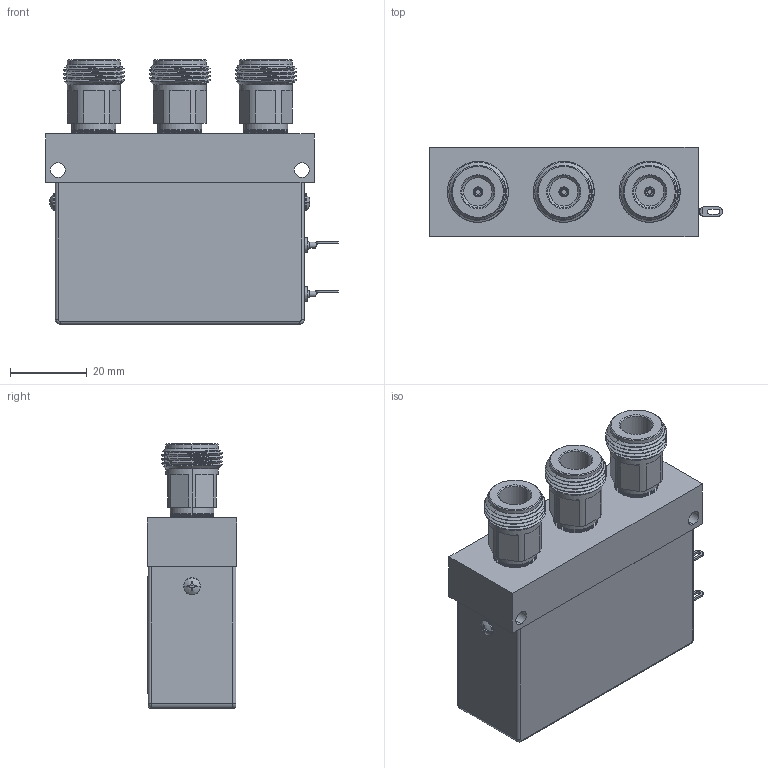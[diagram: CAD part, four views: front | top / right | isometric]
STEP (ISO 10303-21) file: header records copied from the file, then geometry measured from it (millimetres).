
FILE_DESCRIPTION (( 'STEP AP203' ), '1' );
FILE_NAME ('PE71S6398.step', '2018-08-30T22:46:28', ( '' ), ( '' ), 'SwSTEP 2.0', 'SolidWorks 2017', '' );
FILE_SCHEMA (( 'CONFIG_CONTROL_DESIGN' ));
Length unit declared in the file: inch
Products named in the file (1): PE71S6398
Bounding box: 76.2 x 23.37 x 68.83 mm (x, y, z)
Volume: 81440.6 mm3; surface area: 20520.1 mm2
Topology: 2 solids, 2 shells, 1233 faces, 3252 edges, 2126 vertices
Faces by surface type: plane 662, bspline 351, cylinder 125, cone 87, torus 8
Entity records: 59259 total; most frequent: CARTESIAN_POINT 31128, ORIENTED_EDGE 6496, DIRECTION 4546, EDGE_CURVE 3248, VERTEX_POINT 2126, LINE 2044, VECTOR 2044, EDGE_LOOP 1348
